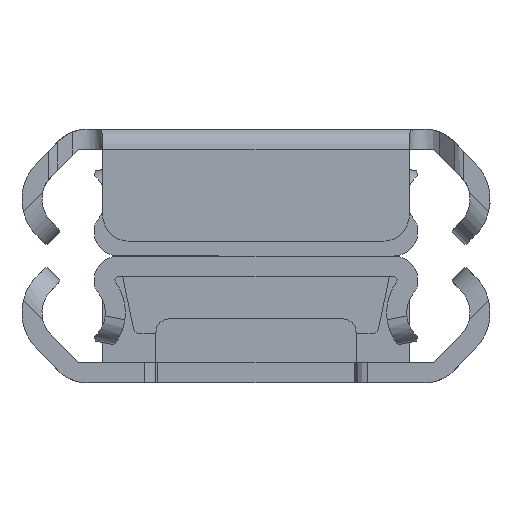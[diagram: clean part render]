
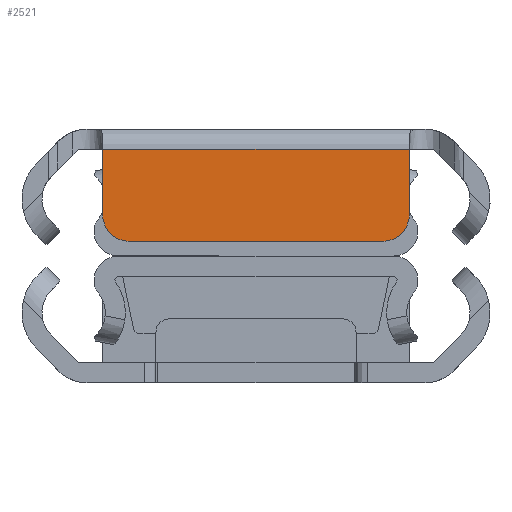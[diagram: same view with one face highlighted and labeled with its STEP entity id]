
A CAD part, left-side view. The second image highlights one B-rep face of the part: STEP entity #2521.
In plain terms, the highlighted face is planar.
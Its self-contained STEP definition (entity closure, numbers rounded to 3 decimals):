
#63 = VECTOR ( 'NONE', #1735, 1000. ) ;
#92 = ORIENTED_EDGE ( 'NONE', *, *, #4717, .F. ) ;
#140 = VERTEX_POINT ( 'NONE', #1459 ) ;
#172 = CARTESIAN_POINT ( 'NONE',  ( 6.9, 9.5, -609.6 ) ) ;
#176 = ORIENTED_EDGE ( 'NONE', *, *, #4616, .T. ) ;
#198 = VERTEX_POINT ( 'NONE', #1529 ) ;
#633 = DIRECTION ( 'NONE',  ( 1., 0., 0. ) ) ;
#729 = DIRECTION ( 'NONE',  ( -1., 0., 0. ) ) ;
#1172 = DIRECTION ( 'NONE',  ( 0., 0., 1. ) ) ;
#1367 = CARTESIAN_POINT ( 'NONE',  ( 0., 11.5, -609.6 ) ) ;
#1459 = CARTESIAN_POINT ( 'NONE',  ( 4.9, -11.5, -609.6 ) ) ;
#1529 = CARTESIAN_POINT ( 'NONE',  ( 6.9, -9.5, -609.6 ) ) ;
#1735 = DIRECTION ( 'NONE',  ( 0., -1., 0. ) ) ;
#1991 = ORIENTED_EDGE ( 'NONE', *, *, #3089, .F. ) ;
#2063 = CARTESIAN_POINT ( 'NONE',  ( -2.5, 11.5, -609.6 ) ) ;
#2083 = LINE ( 'NONE', #2063, #4318 ) ;
#2186 = FACE_OUTER_BOUND ( 'NONE', #3567, .T. ) ;
#2209 = LINE ( 'NONE', #3825, #2475 ) ;
#2215 = VECTOR ( 'NONE', #3725, 1000. ) ;
#2323 = DIRECTION ( 'NONE',  ( 1., 0., 0. ) ) ;
#2448 = ORIENTED_EDGE ( 'NONE', *, *, #4172, .F. ) ;
#2475 = VECTOR ( 'NONE', #3805, 1000. ) ;
#2521 = ADVANCED_FACE ( 'NONE', ( #2186 ), #3334, .F. ) ;
#2612 = ORIENTED_EDGE ( 'NONE', *, *, #4633, .F. ) ;
#2848 = DIRECTION ( 'NONE',  ( 1., 0., 0. ) ) ;
#2999 = LINE ( 'NONE', #3377, #63 ) ;
#3004 = CARTESIAN_POINT ( 'NONE',  ( 4.9, 11.5, -609.6 ) ) ;
#3045 = CARTESIAN_POINT ( 'NONE',  ( -2.5, -11.5, -609.6 ) ) ;
#3089 = EDGE_CURVE ( 'NONE', #140, #198, #4813, .T. ) ;
#3124 = EDGE_CURVE ( 'NONE', #5046, #4115, #2083, .T. ) ;
#3309 = CARTESIAN_POINT ( 'NONE',  ( 0., -11.5, -609.6 ) ) ;
#3334 = PLANE ( 'NONE',  #4402 ) ;
#3377 = CARTESIAN_POINT ( 'NONE',  ( 0., 0., -609.6 ) ) ;
#3567 = EDGE_LOOP ( 'NONE', ( #2612, #3764, #92, #2448, #1991, #176 ) ) ;
#3725 = DIRECTION ( 'NONE',  ( -1., 0., 0. ) ) ;
#3739 = VERTEX_POINT ( 'NONE', #172 ) ;
#3764 = ORIENTED_EDGE ( 'NONE', *, *, #3124, .T. ) ;
#3766 = LINE ( 'NONE', #3045, #2215 ) ;
#3805 = DIRECTION ( 'NONE',  ( 0., 1., 0. ) ) ;
#3825 = CARTESIAN_POINT ( 'NONE',  ( 6.9, 0., -609.6 ) ) ;
#3867 = CARTESIAN_POINT ( 'NONE',  ( 4.9, 9.5, -609.6 ) ) ;
#4069 = VERTEX_POINT ( 'NONE', #3309 ) ;
#4115 = VERTEX_POINT ( 'NONE', #3004 ) ;
#4172 = EDGE_CURVE ( 'NONE', #198, #3739, #2209, .T. ) ;
#4318 = VECTOR ( 'NONE', #2848, 1000. ) ;
#4402 = AXIS2_PLACEMENT_3D ( 'NONE', #4594, #4572, #633 ) ;
#4483 = AXIS2_PLACEMENT_3D ( 'NONE', #4752, #1172, #2323 ) ;
#4572 = DIRECTION ( 'NONE',  ( 0., 0., 1. ) ) ;
#4594 = CARTESIAN_POINT ( 'NONE',  ( 1.5, 12.665, -609.6 ) ) ;
#4616 = EDGE_CURVE ( 'NONE', #140, #4069, #3766, .T. ) ;
#4633 = EDGE_CURVE ( 'NONE', #5046, #4069, #2999, .T. ) ;
#4717 = EDGE_CURVE ( 'NONE', #3739, #4115, #4731, .T. ) ;
#4731 = CIRCLE ( 'NONE', #4970, 2. ) ;
#4752 = CARTESIAN_POINT ( 'NONE',  ( 4.9, -9.5, -609.6 ) ) ;
#4813 = CIRCLE ( 'NONE', #4483, 2. ) ;
#4970 = AXIS2_PLACEMENT_3D ( 'NONE', #3867, #5076, #729 ) ;
#5046 = VERTEX_POINT ( 'NONE', #1367 ) ;
#5076 = DIRECTION ( 'NONE',  ( 0., 0., 1. ) ) ;
